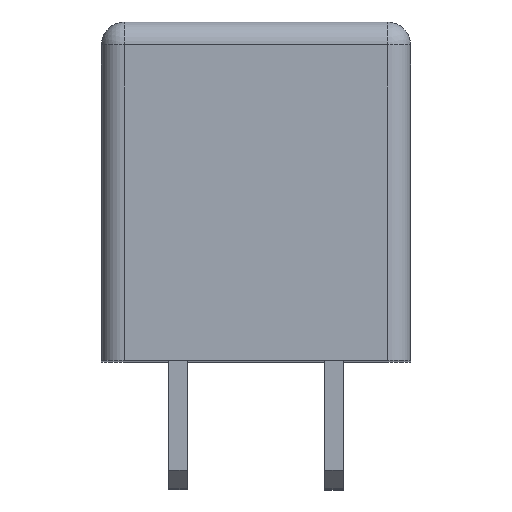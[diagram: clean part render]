
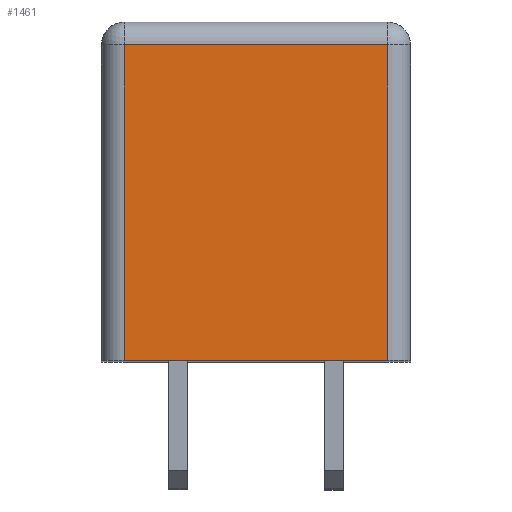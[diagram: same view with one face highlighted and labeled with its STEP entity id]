
A CAD part, top view. The second image highlights one B-rep face of the part: STEP entity #1461.
In plain terms, the highlighted planar face has unit normal (0, 0, 1).
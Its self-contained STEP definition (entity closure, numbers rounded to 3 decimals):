
#32=PLANE('',#1633);
#112=FACE_OUTER_BOUND('',#205,.T.);
#205=EDGE_LOOP('',(#1038,#1039,#1040,#1041));
#294=LINE('',#2232,#462);
#298=LINE('',#2250,#466);
#300=LINE('',#2256,#468);
#301=LINE('',#2257,#469);
#462=VECTOR('',#1780,10.);
#466=VECTOR('',#1806,10.);
#468=VECTOR('',#1812,10.);
#469=VECTOR('',#1813,10.);
#678=VERTEX_POINT('',#2229);
#679=VERTEX_POINT('',#2231);
#682=VERTEX_POINT('',#2249);
#684=VERTEX_POINT('',#2255);
#804=EDGE_CURVE('',#678,#679,#294,.T.);
#814=EDGE_CURVE('',#679,#682,#298,.T.);
#817=EDGE_CURVE('',#684,#678,#300,.T.);
#818=EDGE_CURVE('',#684,#682,#301,.T.);
#1038=ORIENTED_EDGE('',*,*,#804,.F.);
#1039=ORIENTED_EDGE('',*,*,#817,.F.);
#1040=ORIENTED_EDGE('',*,*,#818,.T.);
#1041=ORIENTED_EDGE('',*,*,#814,.F.);
#1461=ADVANCED_FACE('',(#112),#32,.T.);
#1633=AXIS2_PLACEMENT_3D('',#2254,#1810,#1811);
#1780=DIRECTION('',(1.,0.,0.));
#1806=DIRECTION('',(0.,-1.,0.));
#1810=DIRECTION('center_axis',(0.,0.,1.));
#1811=DIRECTION('ref_axis',(1.,0.,0.));
#1812=DIRECTION('',(0.,1.,0.));
#1813=DIRECTION('',(1.,0.,0.));
#2229=CARTESIAN_POINT('',(-2.865,6.87,9.905));
#2231=CARTESIAN_POINT('',(2.865,6.87,9.905));
#2232=CARTESIAN_POINT('',(-1.683,6.87,9.905));
#2249=CARTESIAN_POINT('',(2.865,0.,9.905));
#2250=CARTESIAN_POINT('',(2.865,0.,9.905));
#2254=CARTESIAN_POINT('Origin',(-3.365,0.,9.905));
#2255=CARTESIAN_POINT('',(-2.865,0.,9.905));
#2256=CARTESIAN_POINT('',(-2.865,0.,9.905));
#2257=CARTESIAN_POINT('',(-3.365,0.,9.905));
